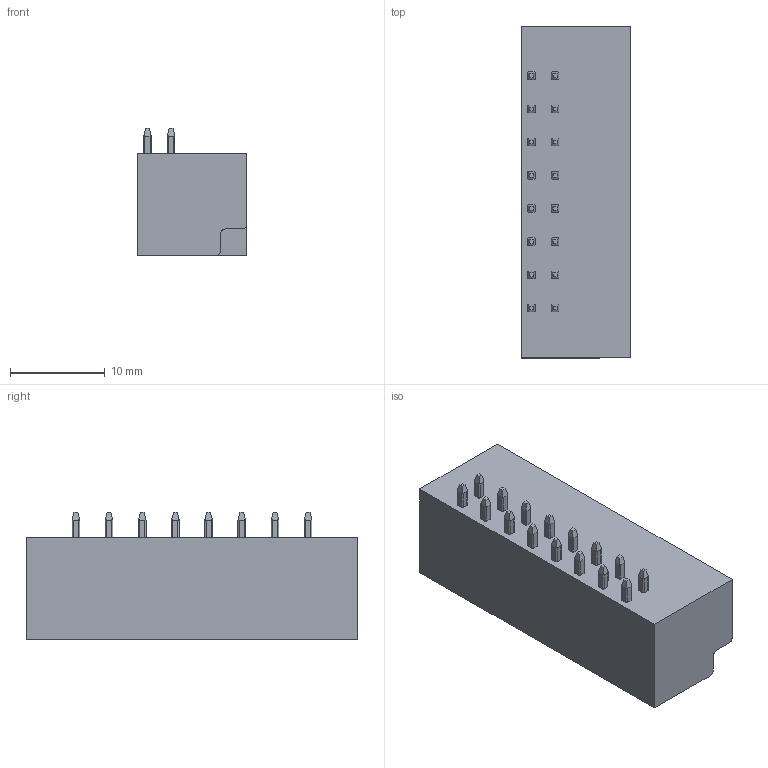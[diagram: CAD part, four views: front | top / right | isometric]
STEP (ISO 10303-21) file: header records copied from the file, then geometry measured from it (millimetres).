
FILE_DESCRIPTION((''),'2;1');
FILE_NAME('1111','2024-11-15T17:16:34',('tluser'),(''),'CREO PARAMETRIC BY PTC INC, 2018100','CREO PARAMETRIC BY PTC INC, 2018100','');
FILE_SCHEMA(('CONFIG_CONTROL_DESIGN'));
Length unit declared in the file: millimetre
Products named in the file (1): 1111
Bounding box: 11.6 x 35 x 13.4 mm (x, y, z)
Volume: 3235 mm3; surface area: 3062.5 mm2
Topology: 1 solids, 1 shells, 715 faces, 2028 edges, 1352 vertices
Faces by surface type: plane 465, cylinder 194, extrusion 56
Entity records: 23858 total; most frequent: CARTESIAN_POINT 5569, ORIENTED_EDGE 4056, DIRECTION 3374, EDGE_CURVE 2028, VECTOR 1456, LINE 1400, VERTEX_POINT 1352, AXIS2_PLACEMENT_3D 959
